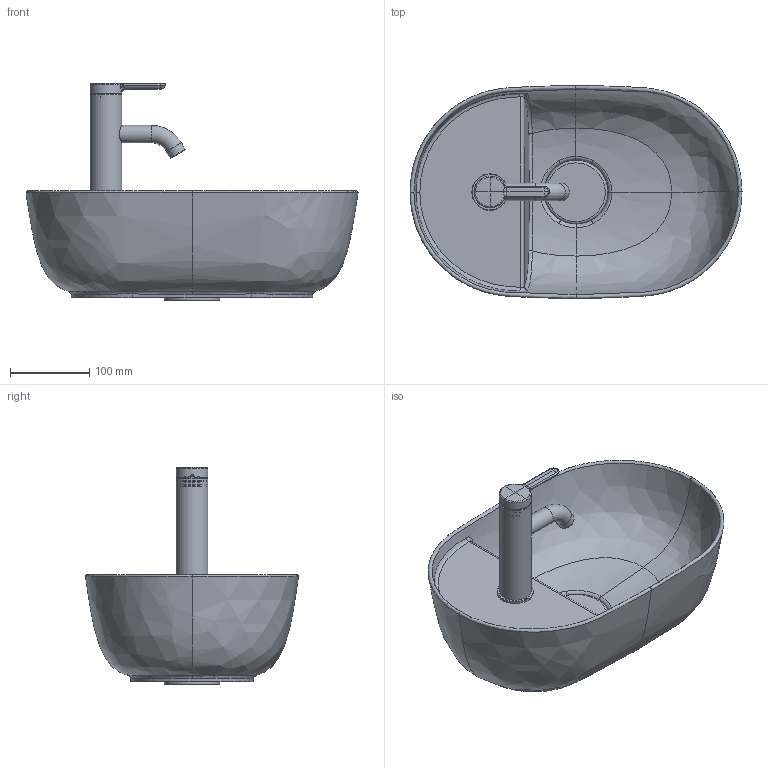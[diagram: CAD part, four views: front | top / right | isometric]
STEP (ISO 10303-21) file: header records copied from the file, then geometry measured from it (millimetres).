
FILE_DESCRIPTION((''),'2;1');
FILE_NAME('038142.stp','2017-06-21T20:15:03',('Administrator'),(''),'Autodesk Inventor 2011','Autodesk Inventor 2011','');
FILE_SCHEMA(('CONFIG_CONTROL_DESIGN'));
Length unit declared in the file: millimetre
Products named in the file (10): 038142; Kelch_Stopfen LUV Bgr; Armatur C1 Handwaschbecken; 509114_ASM; 615830; 615831; 636748; 615729; 615737
Assembly tree (9 placements, depth 4):
  038142
    038142
    Kelch_Stopfen LUV Bgr
    Armatur C1 Handwaschbecken
      509114_ASM
        615830
        615831
      636748
      615729
      615737
Bounding box: 419.15 x 269.15 x 274.23 mm (x, y, z)
Volume: 4392170 mm3; surface area: 465443.4 mm2
Topology: 8 solids, 11 shells, 373 faces, 845 edges, 498 vertices
Faces by surface type: bspline 191, plane 88, cylinder 43, torus 20, sphere 16, cone 15
Full cylindrical faces by diameter (mm): 6 x1, 16 x1, 16.5 x2, 17.3 x1, 17.55 x1, 18.5 x2, 18.75 x1, 22 x2, 27.189 x1, 30.452 x1, 34 x1, 34.5 x1, 35 x1, 35.4 x1, 35.5 x1, 36.282 x1, 36.9 x4, 37.3 x1, 37.6 x1, 40 x2, 42.5 x1, 42.677 x1, 45.31 x1, 46 x2, 70 x1, 80.103 x1, 81 x1
Entity records: 45325 total; most frequent: CARTESIAN_POINT 37737, ORIENTED_EDGE 1524, DIRECTION 1142, EDGE_CURVE 762, AXIS2_PLACEMENT_3D 498, VERTEX_POINT 480, EDGE_LOOP 462, FACE_OUTER_BOUND 373
